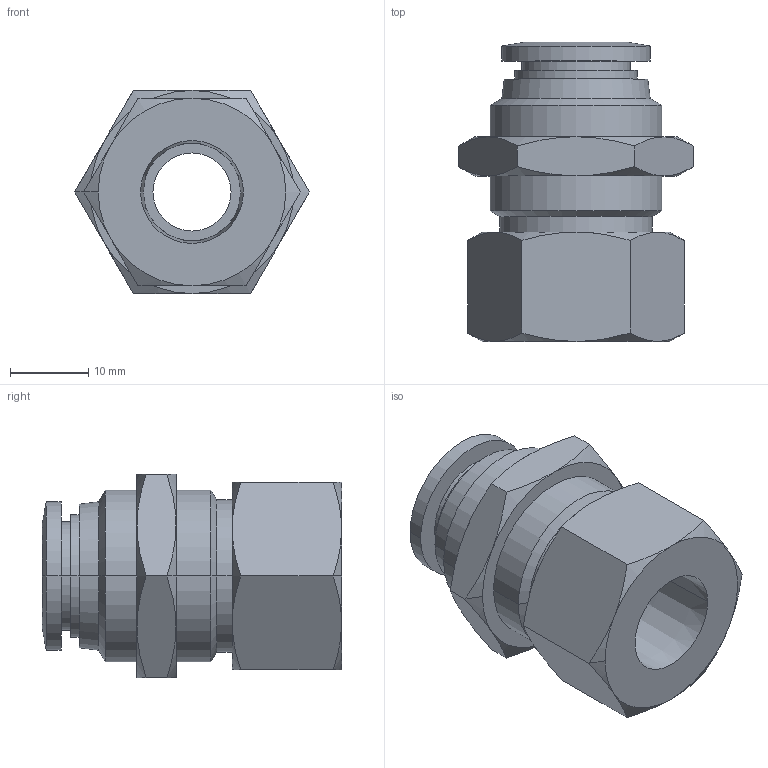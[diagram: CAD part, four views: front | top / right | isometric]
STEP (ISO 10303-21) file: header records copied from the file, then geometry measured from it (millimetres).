
FILE_DESCRIPTION (( 'STEP AP214' ), '1' );
FILE_NAME ('FB12M-14R.step', '2016-02-24T20:32:13', ( '' ), ( '' ), 'SwSTEP 2.0', 'SolidWorks 2015', '' );
FILE_SCHEMA (( 'AUTOMOTIVE_DESIGN' ));
Length unit declared in the file: inch
Products named in the file (1): FB12M-14R
Bounding box: 30.02 x 38.3 x 26 mm (x, y, z)
Volume: 11489.1 mm3; surface area: 5723.5 mm2
Topology: 1 solids, 1 shells, 78 faces, 164 edges, 96 vertices
Faces by surface type: cone 38, plane 22, cylinder 16, torus 2
Entity records: 3264 total; most frequent: CARTESIAN_POINT 579, DIRECTION 348, ORIENTED_EDGE 328, EDGE_CURVE 164, AXIS2_PLACEMENT_3D 153, VERTEX_POINT 96, EDGE_LOOP 88, DIMENSIONAL_EXPONENTS 81
